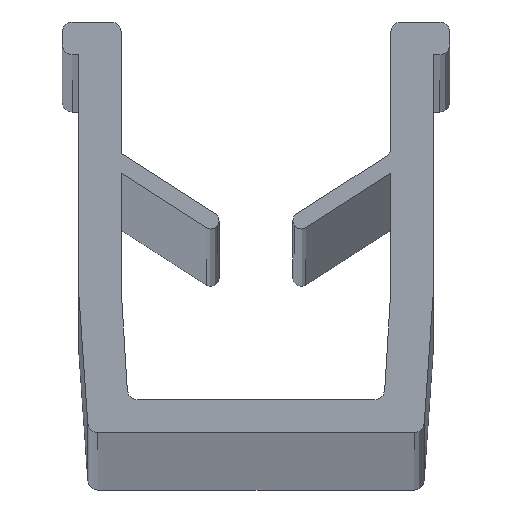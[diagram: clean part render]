
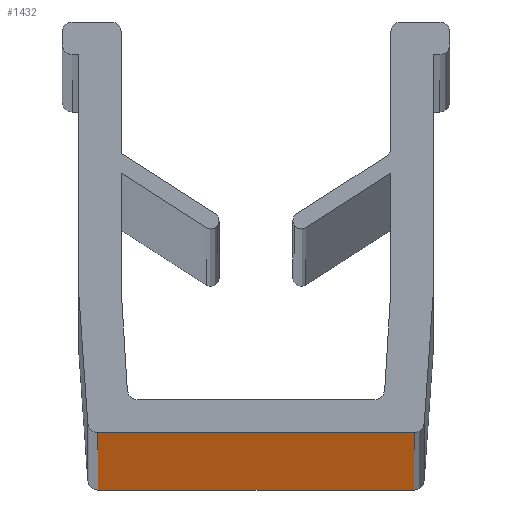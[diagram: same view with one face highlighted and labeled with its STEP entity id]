
A CAD part, top view. The second image highlights one B-rep face of the part: STEP entity #1432.
In plain terms, the highlighted planar face has unit normal (0, -1, 0).
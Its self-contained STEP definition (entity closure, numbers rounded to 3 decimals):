
#24 = DIRECTION ( 'NONE',  ( -1., 0., 0. ) ) ;
#25 = VERTEX_POINT ( 'NONE', #830 ) ;
#58 = VERTEX_POINT ( 'NONE', #336 ) ;
#90 = CARTESIAN_POINT ( 'NONE',  ( -4.82, -6.25, 500. ) ) ;
#107 = DIRECTION ( 'NONE',  ( 0., 0., -1. ) ) ;
#145 = EDGE_LOOP ( 'NONE', ( #791, #866, #643, #185 ) ) ;
#185 = ORIENTED_EDGE ( 'NONE', *, *, #283, .T. ) ;
#231 = VECTOR ( 'NONE', #107, 1000. ) ;
#232 = LINE ( 'NONE', #350, #231 ) ;
#283 = EDGE_CURVE ( 'NONE', #1438, #1247, #232, .T. ) ;
#336 = CARTESIAN_POINT ( 'NONE',  ( 4.82, -6.25, 500. ) ) ;
#350 = CARTESIAN_POINT ( 'NONE',  ( -4.82, -6.25, -500. ) ) ;
#447 = VECTOR ( 'NONE', #1561, 1000. ) ;
#614 = CARTESIAN_POINT ( 'NONE',  ( 0., -6.25, 500. ) ) ;
#643 = ORIENTED_EDGE ( 'NONE', *, *, #1094, .T. ) ;
#654 = CARTESIAN_POINT ( 'NONE',  ( 0., -6.25, 500. ) ) ;
#659 = EDGE_CURVE ( 'NONE', #25, #1247, #691, .T. ) ;
#691 = LINE ( 'NONE', #928, #1285 ) ;
#736 = PLANE ( 'NONE',  #1566 ) ;
#784 = DIRECTION ( 'NONE',  ( 0., 0., -1. ) ) ;
#791 = ORIENTED_EDGE ( 'NONE', *, *, #659, .F. ) ;
#826 = DIRECTION ( 'NONE',  ( -1., 0., 0. ) ) ;
#830 = CARTESIAN_POINT ( 'NONE',  ( 4.82, -6.25, -500. ) ) ;
#866 = ORIENTED_EDGE ( 'NONE', *, *, #979, .T. ) ;
#928 = CARTESIAN_POINT ( 'NONE',  ( 0., -6.25, -500. ) ) ;
#979 = EDGE_CURVE ( 'NONE', #25, #58, #1225, .T. ) ;
#1023 = LINE ( 'NONE', #654, #1520 ) ;
#1094 = EDGE_CURVE ( 'NONE', #58, #1438, #1023, .T. ) ;
#1225 = LINE ( 'NONE', #1498, #447 ) ;
#1243 = CARTESIAN_POINT ( 'NONE',  ( -4.82, -6.25, -500. ) ) ;
#1247 = VERTEX_POINT ( 'NONE', #1243 ) ;
#1285 = VECTOR ( 'NONE', #826, 1000. ) ;
#1357 = FACE_OUTER_BOUND ( 'NONE', #145, .T. ) ;
#1432 = ADVANCED_FACE ( 'NONE', ( #1357 ), #736, .T. ) ;
#1438 = VERTEX_POINT ( 'NONE', #90 ) ;
#1449 = DIRECTION ( 'NONE',  ( 0., -1., 0. ) ) ;
#1498 = CARTESIAN_POINT ( 'NONE',  ( 4.82, -6.25, 500. ) ) ;
#1520 = VECTOR ( 'NONE', #24, 1000. ) ;
#1561 = DIRECTION ( 'NONE',  ( 0., 0., 1. ) ) ;
#1566 = AXIS2_PLACEMENT_3D ( 'NONE', #614, #1449, #784 ) ;
